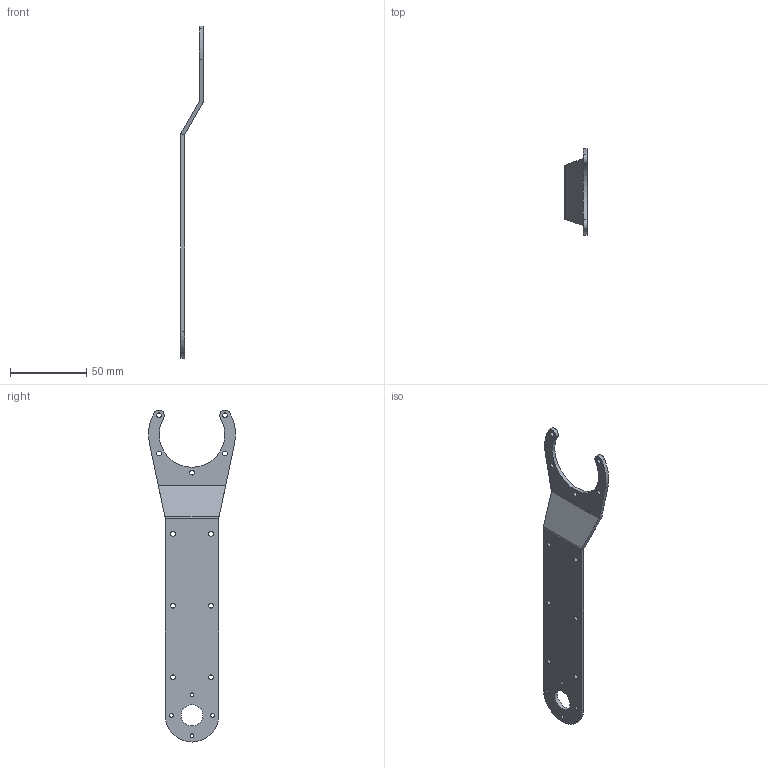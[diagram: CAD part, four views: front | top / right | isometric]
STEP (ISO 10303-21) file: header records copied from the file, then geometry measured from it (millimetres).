
FILE_DESCRIPTION(/* description */ (''),/* implementation_level */ '2;1');
FILE_NAME(/* name */ 'link3-4-2_v0.2.0.step',/* time_stamp */ '2025-10-08T20:56:34+02:00',/* author */ (''),/* organization */ (''),/* preprocessor_version */ 'ST-DEVELOPER v20.1',/* originating_system */ 'Autodesk Translation Framework v14.17.0.0',/* authorisation */ '');
FILE_SCHEMA (('AUTOMOTIVE_DESIGN { 1 0 10303 214 3 1 1 }'));
Length unit declared in the file: millimetre
Products named in the file (1): link3-4-2
Bounding box: 14.6 x 56.89 x 217.5 mm (x, y, z)
Volume: 17299.8 mm3; surface area: 15740 mm2
Topology: 1 solids, 1 shells, 36 faces, 98 edges, 64 vertices
Faces by surface type: cylinder 26, plane 10
Full cylindrical faces by diameter (mm): 2.529 x4, 3.2 x11, 14 x1
Entity records: 1266 total; most frequent: DIRECTION 224, CARTESIAN_POINT 199, ORIENTED_EDGE 196, EDGE_CURVE 98, AXIS2_PLACEMENT_3D 89, EDGE_LOOP 68, VERTEX_POINT 64, LINE 46
